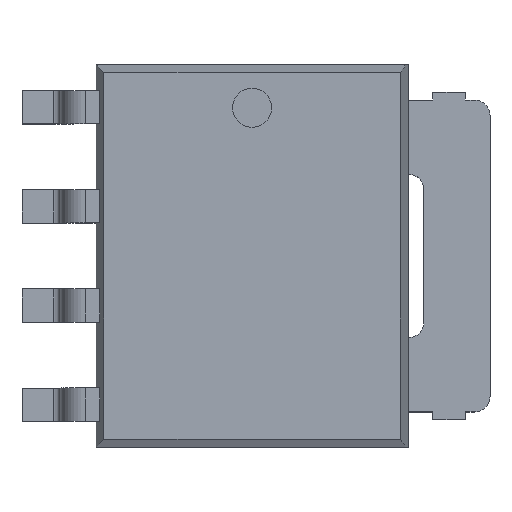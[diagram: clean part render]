
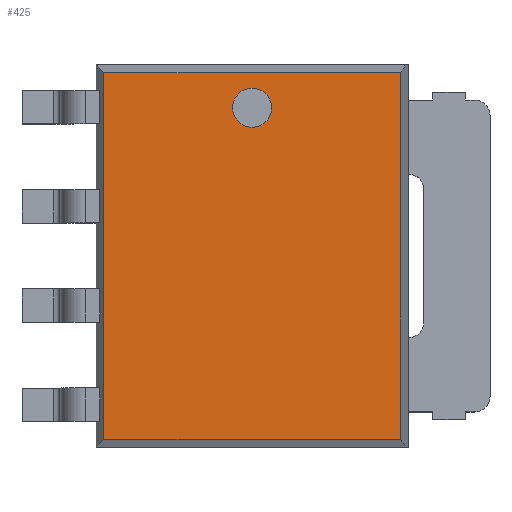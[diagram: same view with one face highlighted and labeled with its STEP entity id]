
A CAD part, top view. The second image highlights one B-rep face of the part: STEP entity #425.
In plain terms, the highlighted planar face has unit normal (0, 0, 1).
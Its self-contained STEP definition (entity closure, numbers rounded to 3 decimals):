
#12=DIRECTION('',(0.,0.,1.));
#33=VECTOR('',#34,1.);
#34=DIRECTION('',(0.,-1.,0.));
#46=DIRECTION('',(1.,0.,0.));
#64=VECTOR('',#65,1.);
#65=DIRECTION('',(-1.,0.,0.));
#103=DIRECTION('',(0.,1.,0.));
#107=ORIENTED_EDGE('',*,*,#108,.T.);
#108=EDGE_CURVE('',#109,#111,#113,.T.);
#109=VERTEX_POINT('',#110);
#110=CARTESIAN_POINT('',(-1.95,2.35,1.02));
#111=VERTEX_POINT('',#112);
#112=CARTESIAN_POINT('',(-1.95,-2.35,1.02));
#113=LINE('',#114,#33);
#114=CARTESIAN_POINT('',(-1.95,2.45,1.02));
#264=VECTOR('',#46,1.);
#287=VERTEX_POINT('',#288);
#288=CARTESIAN_POINT('',(1.85,2.35,1.02));
#293=ORIENTED_EDGE('',*,*,#294,.T.);
#294=EDGE_CURVE('',#287,#109,#295,.T.);
#295=LINE('',#288,#64);
#312=VECTOR('',#103,1.);
#349=EDGE_CURVE('',#350,#287,#352,.T.);
#350=VERTEX_POINT('',#351);
#351=CARTESIAN_POINT('',(1.85,-2.35,1.02));
#352=LINE('',#353,#312);
#353=CARTESIAN_POINT('',(1.85,-2.45,1.02));
#425=ADVANCED_FACE('',(#426,#432),#442,.T.);
#426=FACE_BOUND('',#427,.T.);
#427=EDGE_LOOP('',(#107,#428,#431,#293));
#428=ORIENTED_EDGE('',*,*,#429,.T.);
#429=EDGE_CURVE('',#111,#350,#430,.T.);
#430=LINE('',#112,#264);
#431=ORIENTED_EDGE('',*,*,#349,.T.);
#432=FACE_BOUND('',#433,.T.);
#433=EDGE_LOOP('',(#434));
#434=ORIENTED_EDGE('',*,*,#435,.T.);
#435=EDGE_CURVE('',#436,#436,#438,.T.);
#436=VERTEX_POINT('',#437);
#437=CARTESIAN_POINT('',(-0.3,1.9,1.02));
#438=CIRCLE('',#439,0.25);
#439=AXIS2_PLACEMENT_3D('',#440,#441,#65);
#440=CARTESIAN_POINT('',(-0.05,1.9,1.02));
#441=DIRECTION('',(0.,0.,-1.));
#442=PLANE('',#443);
#443=AXIS2_PLACEMENT_3D('',#444,#12,#46);
#444=CARTESIAN_POINT('',(-0.05,0.,1.02));
